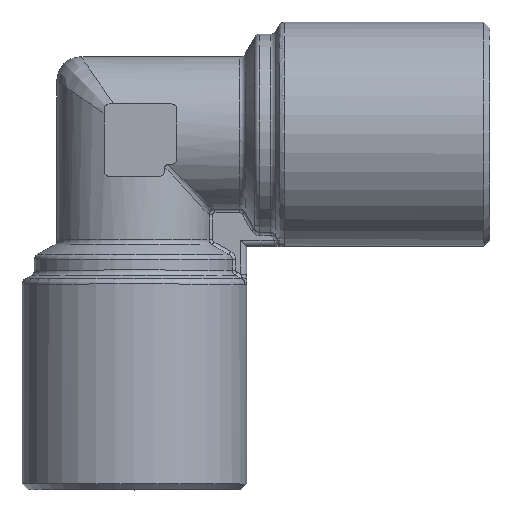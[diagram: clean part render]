
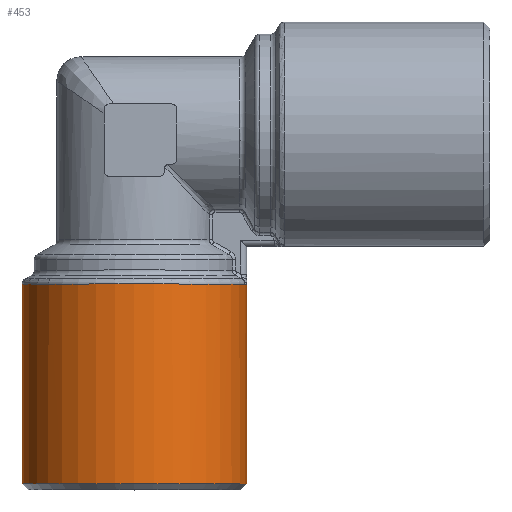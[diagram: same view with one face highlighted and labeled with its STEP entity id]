
A CAD part, top view. The second image highlights one B-rep face of the part: STEP entity #453.
In plain terms, the highlighted cylindrical face has radius 9.25 mm (diameter 18.5 mm), a full revolution.
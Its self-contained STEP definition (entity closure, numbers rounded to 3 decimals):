
#453 = ADVANCED_FACE( 'NONE', ( #1288, #1289 ), #1290, .T. );
#1288 = FACE_OUTER_BOUND( '', #6823, .T. );
#1289 = FACE_OUTER_BOUND( '', #6824, .T. );
#1290 = CYLINDRICAL_SURFACE( '', #6825, 9.25 );
#6823 = EDGE_LOOP( '', ( #9587, #9588, #9589 ) );
#6824 = EDGE_LOOP( '', ( #9590 ) );
#6825 = AXIS2_PLACEMENT_3D( '', #9591, #9592, #9593 );
#9587 = ORIENTED_EDGE( '', *, *, #9790, .T. );
#9588 = ORIENTED_EDGE( '', *, *, #10288, .T. );
#9589 = ORIENTED_EDGE( '', *, *, #10716, .T. );
#9590 = ORIENTED_EDGE( '', *, *, #10315, .T. );
#9591 = CARTESIAN_POINT( '', ( 0., 0., 0. ) );
#9592 = DIRECTION( '', ( 0., -1., 0. ) );
#9593 = DIRECTION( '', ( -1., 0., 0. ) );
#9790 = EDGE_CURVE( 'NONE', #10837, #10835, #10838, .T. );
#10288 = EDGE_CURVE( 'NONE', #10835, #11742, #11744, .T. );
#10315 = EDGE_CURVE( 'NONE', #11791, #11791, #11792, .T. );
#10716 = EDGE_CURVE( 'NONE', #11742, #10837, #12378, .T. );
#10835 = VERTEX_POINT( 'NONE', #12661 );
#10837 = VERTEX_POINT( 'NONE', #12673 );
#10838 = CIRCLE( '', #12674, 9.25 );
#11742 = VERTEX_POINT( 'NONE', #16040 );
#11744 = CIRCLE( '', #16043, 9.25 );
#11791 = VERTEX_POINT( '', #16245 );
#11792 = CIRCLE( '', #16246, 9.25 );
#12378 = CIRCLE( '', #18992, 9.25 );
#12661 = CARTESIAN_POINT( '', ( 9.084, -12.355, -1.743 ) );
#12673 = CARTESIAN_POINT( '', ( 9.084, -12.355, 1.743 ) );
#12674 = AXIS2_PLACEMENT_3D( '', #19179, #19180, #19181 );
#16040 = CARTESIAN_POINT( '', ( 9.25, -12.355, 0. ) );
#16043 = AXIS2_PLACEMENT_3D( '', #19616, #19617, #19618 );
#16245 = CARTESIAN_POINT( '', ( 0., -28.8, 9.25 ) );
#16246 = AXIS2_PLACEMENT_3D( '', #19644, #19645, #19646 );
#18992 = AXIS2_PLACEMENT_3D( '', #19963, #19964, #19965 );
#19179 = CARTESIAN_POINT( '', ( 0., -12.355, 0. ) );
#19180 = DIRECTION( '', ( 0., -1., 0. ) );
#19181 = DIRECTION( '', ( 1., 0., 0. ) );
#19616 = CARTESIAN_POINT( '', ( 0., -12.355, 0. ) );
#19617 = DIRECTION( '', ( 0., -1., 0. ) );
#19618 = DIRECTION( '', ( 1., 0., 0. ) );
#19644 = CARTESIAN_POINT( '', ( 0., -28.8, 0. ) );
#19645 = DIRECTION( '', ( 0., 1., 0. ) );
#19646 = DIRECTION( '', ( 0., 0., 1. ) );
#19963 = CARTESIAN_POINT( '', ( 0., -12.355, 0. ) );
#19964 = DIRECTION( '', ( 0., -1., 0. ) );
#19965 = DIRECTION( '', ( 1., 0., 0. ) );
